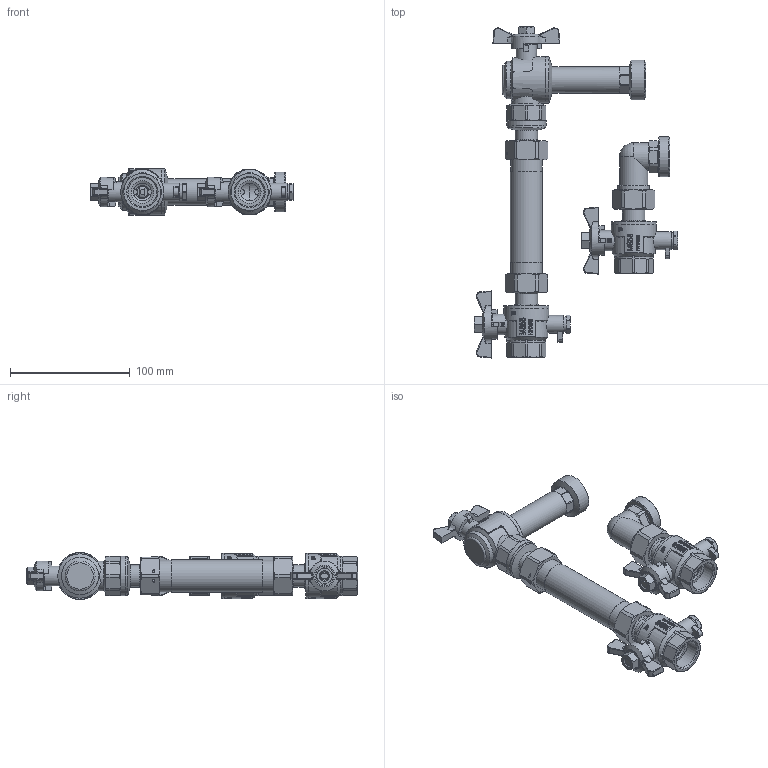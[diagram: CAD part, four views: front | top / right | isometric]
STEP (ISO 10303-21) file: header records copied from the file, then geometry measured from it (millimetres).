
FILE_DESCRIPTION(/* description */ ('Unknown'),/* implementation_level */ '2;1');
FILE_NAME(/* name */ '85120022',/* time_stamp */ '2023-07-20T09:50:18+02:00',/* author */ ('Unknown'),/* organization */ ('Unknown'),/* preprocessor_version */ 'ST-DEVELOPER v18.102',/* originating_system */ 'Solid Edge',/* authorisation */ 'Unknown');
FILE_SCHEMA (('MODEL_BASED_INTEGRATED_MANUFACTURING_SCHEMA','AUTOMOTIVE_DESIGN {1 0 10303 214 3 1 1}'));
Length unit declared in the file: millimetre
Products named in the file (38): 85120022; 98708712-3_4x110; 722-55_oa_0; 722-55-Einschraubteil-co; Einschraubteil; 97000077_24x15x2 - 3_4; sperring; Überwurfmutter_3_4; B1; F-griff.1; M8-1_2-3_4.1; Kvrper-co_oa_1; Körper_; Dichtung_0; Schtaube; Spindel-co_oa_2; Stopfbuchse; Spindel; 725_55; StoppRing; Speerring; Dichtung; Stütze; Überwurfmutter; O-Ring; 722-55_oa_3; Kvrper-co_oa_4; Spindel-co_oa_5; 98708713_3-4 x 1; 745_56_lang_oa_6; Flügelgriff 1_4 - 3_4; Einschraubteil lang_745-56; Körper_020; 3_4-Spindel-co_oa_7; 600-3_4-Spindel; 600-3_4-Stopfbuchse; 600-3_4-O-Ring; WUERTH 03228 hexagonal nut DIN 934  M8 A2 BLK_EDST
Assembly tree (44 placements, depth 4):
  85120022
    98708712-3_4x110
    722-55_oa_0
      722-55-Einschraubteil-co
        Einschraubteil
        97000077_24x15x2 - 3_4
        sperring
        Überwurfmutter_3_4
      B1
        F-griff.1
        M8-1_2-3_4.1
      Kvrper-co_oa_1
        Körper_
        Dichtung_0
        Schtaube
      Spindel-co_oa_2
        Stopfbuchse
        Spindel
    725_55
      StoppRing
      Speerring
      Dichtung
      Stütze
      Überwurfmutter
      O-Ring
    722-55_oa_3
      722-55-Einschraubteil-co
        Einschraubteil
        97000077_24x15x2 - 3_4
        sperring
        Überwurfmutter_3_4
      B1
        F-griff.1
        M8-1_2-3_4.1
      Kvrper-co_oa_4
        Körper_
        Dichtung_0
        Schtaube
      Spindel-co_oa_5
        Stopfbuchse
        Spindel
    98708713_3-4 x 1
    745_56_lang_oa_6
      Flügelgriff 1_4 - 3_4
      Einschraubteil lang_745-56
      Körper_020
      3_4-Spindel-co_oa_7
        600-3_4-Spindel
        600-3_4-Stopfbuchse
        600-3_4-O-Ring
      WUERTH 03228 hexagonal nut DIN 934  M8 A2 BLK_EDST
Bounding box: 169.83 x 277.16 x 39 mm (x, y, z)
Volume: 187256.1 mm3; surface area: 131630.6 mm2
Topology: 37 solids, 37 shells, 2772 faces, 7511 edges, 4943 vertices
Faces by surface type: plane 2064, cylinder 414, cone 210, bspline 46, sphere 32, torus 6
Full cylindrical faces by diameter (mm): 1.5 x3, 5 x2, 5.9 x2, 6.6 x1, 6.647 x1, 6.7 x2, 6.75 x2, 8.9 x2, 8.92 x2, 9 x6, 9.1 x3, 9.3 x1, 10 x4, 10.5 x3, 11 x3, 12 x3, 12.376 x2, 12.5 x2, 13 x2, 14 x3, 15 x5, 16 x6, 17 x3, 18 x3, 18.5 x3, 18.6 x3, 18.9 x1, 19 x2, 20 x3, 21.6 x3
Entity records: 56908 total; most frequent: CARTESIAN_POINT 15313, DIRECTION 8929, ORIENTED_EDGE 7902, EDGE_CURVE 3951, AXIS2_PLACEMENT_3D 3711, VERTEX_POINT 2690, FACE_BOUND 1883, EDGE_LOOP 1880
